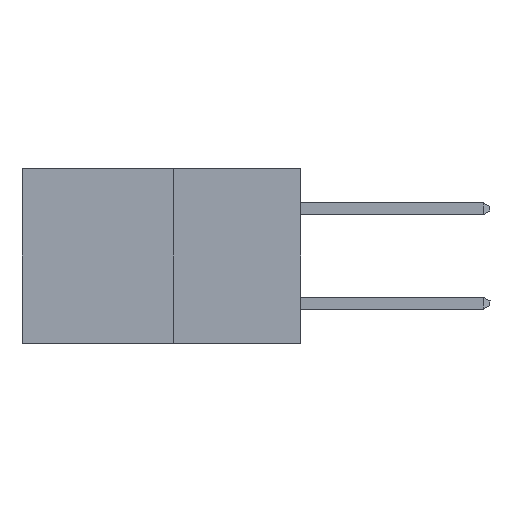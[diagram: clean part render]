
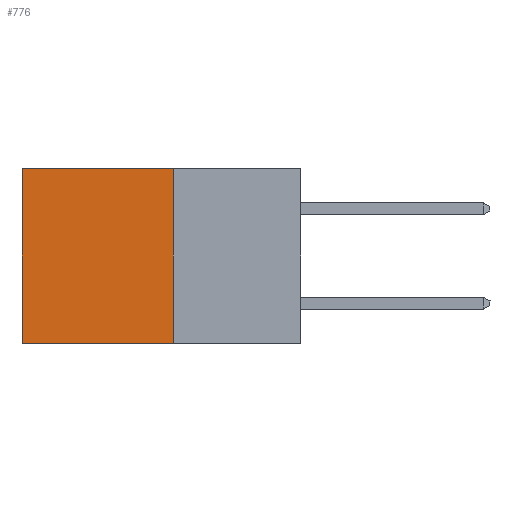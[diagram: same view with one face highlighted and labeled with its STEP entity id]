
A CAD part, left-side view. The second image highlights one B-rep face of the part: STEP entity #776.
In plain terms, the highlighted planar face has unit normal (-1, 0, 0).
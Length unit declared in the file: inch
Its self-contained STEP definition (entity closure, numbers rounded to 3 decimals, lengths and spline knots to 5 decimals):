
#324 = DIRECTION ( 'NONE',  ( 0., 1., 0. ) ) ;
#602 = VERTEX_POINT ( 'NONE', #9313 ) ;
#611 = CARTESIAN_POINT ( 'NONE',  ( 0.277, 0.59, -0.37 ) ) ;
#776 = ADVANCED_FACE ( 'NONE', ( #6928 ), #5163, .F. ) ;
#892 = DIRECTION ( 'NONE',  ( 0., 0., -1. ) ) ;
#1403 = VERTEX_POINT ( 'NONE', #8832 ) ;
#1561 = VECTOR ( 'NONE', #892, 39.37008 ) ;
#1805 = VERTEX_POINT ( 'NONE', #6727 ) ;
#2150 = DIRECTION ( 'NONE',  ( 0., 0., -1. ) ) ;
#2243 = LINE ( 'NONE', #3016, #4199 ) ;
#2254 = CARTESIAN_POINT ( 'NONE',  ( 0.277, 0.27, 0. ) ) ;
#2872 = CARTESIAN_POINT ( 'NONE',  ( 0.277, 0.27, -0.37 ) ) ;
#2924 = CARTESIAN_POINT ( 'NONE',  ( 0.277, 0.59, -0.37 ) ) ;
#2938 = EDGE_CURVE ( 'NONE', #1403, #8157, #5696, .T. ) ;
#3016 = CARTESIAN_POINT ( 'NONE',  ( 0.277, 0.27, -0.37 ) ) ;
#3477 = VECTOR ( 'NONE', #3507, 39.37008 ) ;
#3503 = LINE ( 'NONE', #7797, #6888 ) ;
#3507 = DIRECTION ( 'NONE',  ( 0., 1., 0. ) ) ;
#3661 = EDGE_CURVE ( 'NONE', #602, #8157, #2243, .T. ) ;
#3731 = LINE ( 'NONE', #2254, #3477 ) ;
#3880 = DIRECTION ( 'NONE',  ( 1., 0., 0. ) ) ;
#4199 = VECTOR ( 'NONE', #324, 39.37008 ) ;
#4433 = ORIENTED_EDGE ( 'NONE', *, *, #4568, .T. ) ;
#4547 = ORIENTED_EDGE ( 'NONE', *, *, #2938, .T. ) ;
#4568 = EDGE_CURVE ( 'NONE', #1805, #1403, #3731, .T. ) ;
#4582 = ORIENTED_EDGE ( 'NONE', *, *, #3661, .F. ) ;
#4697 = ORIENTED_EDGE ( 'NONE', *, *, #9152, .F. ) ;
#5163 = PLANE ( 'NONE',  #5479 ) ;
#5192 = EDGE_LOOP ( 'NONE', ( #4547, #4582, #4697, #4433 ) ) ;
#5479 = AXIS2_PLACEMENT_3D ( 'NONE', #2872, #3880, #2150 ) ;
#5696 = LINE ( 'NONE', #2924, #1561 ) ;
#6727 = CARTESIAN_POINT ( 'NONE',  ( 0.277, 0.27, 0. ) ) ;
#6888 = VECTOR ( 'NONE', #7827, 39.37008 ) ;
#6928 = FACE_OUTER_BOUND ( 'NONE', #5192, .T. ) ;
#7797 = CARTESIAN_POINT ( 'NONE',  ( 0.277, 0.27, -0.37 ) ) ;
#7827 = DIRECTION ( 'NONE',  ( 0., 0., -1. ) ) ;
#8157 = VERTEX_POINT ( 'NONE', #611 ) ;
#8832 = CARTESIAN_POINT ( 'NONE',  ( 0.277, 0.59, 0. ) ) ;
#9152 = EDGE_CURVE ( 'NONE', #1805, #602, #3503, .T. ) ;
#9313 = CARTESIAN_POINT ( 'NONE',  ( 0.277, 0.27, -0.37 ) ) ;
